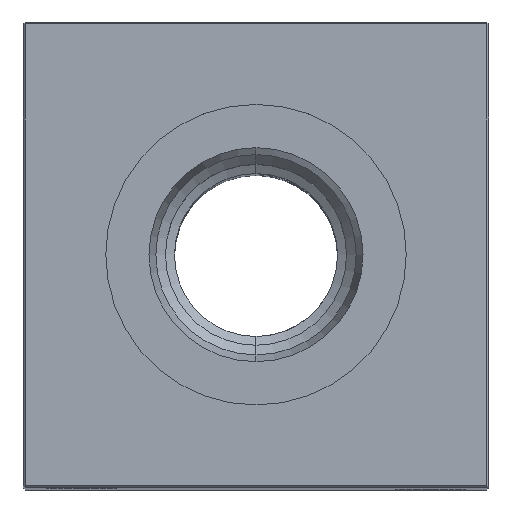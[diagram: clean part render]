
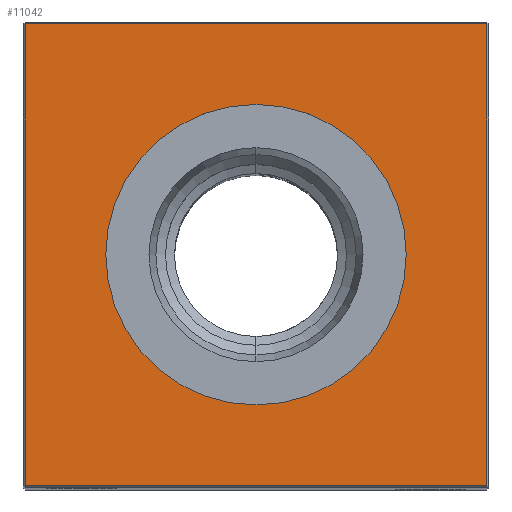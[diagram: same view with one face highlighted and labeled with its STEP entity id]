
A CAD part, top view. The second image highlights one B-rep face of the part: STEP entity #11042.
In plain terms, the highlighted planar face has unit normal (0, 0, 1).
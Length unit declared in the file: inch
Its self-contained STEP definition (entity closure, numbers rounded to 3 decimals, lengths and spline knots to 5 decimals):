
#2069 = EDGE_LOOP ( 'NONE', ( #18327, #15523, #21985, #10904 ) ) ;
#2375 = CARTESIAN_POINT ( 'NONE',  ( 0., 1.24, 8. ) ) ;
#2582 = EDGE_CURVE ( 'NONE', #16529, #18213, #14780, .T. ) ;
#2937 = CARTESIAN_POINT ( 'NONE',  ( 0., 0., 8. ) ) ;
#2984 = ORIENTED_EDGE ( 'NONE', *, *, #9158, .T. ) ;
#3312 = DIRECTION ( 'NONE',  ( 0., 0., -1. ) ) ;
#4010 = DIRECTION ( 'NONE',  ( 0., 0., -1. ) ) ;
#4149 = VERTEX_POINT ( 'NONE', #12850 ) ;
#5020 = LINE ( 'NONE', #17219, #20010 ) ;
#5461 = CIRCLE ( 'NONE', #13357, 0.80709 ) ;
#6101 = DIRECTION ( 'NONE',  ( 0., 0., -1. ) ) ;
#6551 = VERTEX_POINT ( 'NONE', #23830 ) ;
#6891 = CARTESIAN_POINT ( 'NONE',  ( -1.24, -1.24, 8. ) ) ;
#7037 = LINE ( 'NONE', #18620, #9219 ) ;
#7577 = AXIS2_PLACEMENT_3D ( 'NONE', #25582, #6101, #23631 ) ;
#8433 = CIRCLE ( 'NONE', #21273, 0.80709 ) ;
#9158 = EDGE_CURVE ( 'NONE', #4149, #25361, #5461, .T. ) ;
#9187 = EDGE_CURVE ( 'NONE', #6551, #11786, #5020, .T. ) ;
#9219 = VECTOR ( 'NONE', #22892, 39.37008 ) ;
#9237 = EDGE_LOOP ( 'NONE', ( #2984, #15273 ) ) ;
#10589 = EDGE_CURVE ( 'NONE', #18213, #6551, #16152, .T. ) ;
#10858 = CARTESIAN_POINT ( 'NONE',  ( 1.24, 0., 8. ) ) ;
#10904 = ORIENTED_EDGE ( 'NONE', *, *, #10589, .T. ) ;
#10991 = CARTESIAN_POINT ( 'NONE',  ( 0., -0.80709, 8. ) ) ;
#11042 = ADVANCED_FACE ( 'NONE', ( #15828, #24028 ), #12057, .F. ) ;
#11786 = VERTEX_POINT ( 'NONE', #6891 ) ;
#12057 = PLANE ( 'NONE',  #7577 ) ;
#12640 = VECTOR ( 'NONE', #22710, 39.37008 ) ;
#12850 = CARTESIAN_POINT ( 'NONE',  ( 0., 0.80709, 8. ) ) ;
#12965 = VECTOR ( 'NONE', #22266, 39.37008 ) ;
#13357 = AXIS2_PLACEMENT_3D ( 'NONE', #2937, #3312, #22948 ) ;
#13652 = CARTESIAN_POINT ( 'NONE',  ( 1.24, -1.24, 8. ) ) ;
#13736 = CARTESIAN_POINT ( 'NONE',  ( 0., 0., 8. ) ) ;
#14780 = LINE ( 'NONE', #10858, #12640 ) ;
#15273 = ORIENTED_EDGE ( 'NONE', *, *, #19000, .T. ) ;
#15523 = ORIENTED_EDGE ( 'NONE', *, *, #19618, .T. ) ;
#15828 = FACE_OUTER_BOUND ( 'NONE', #2069, .T. ) ;
#16152 = LINE ( 'NONE', #2375, #12965 ) ;
#16529 = VERTEX_POINT ( 'NONE', #13652 ) ;
#16971 = DIRECTION ( 'NONE',  ( 0., -1., 0. ) ) ;
#17219 = CARTESIAN_POINT ( 'NONE',  ( -1.24, 0., 8. ) ) ;
#18213 = VERTEX_POINT ( 'NONE', #18832 ) ;
#18327 = ORIENTED_EDGE ( 'NONE', *, *, #9187, .T. ) ;
#18620 = CARTESIAN_POINT ( 'NONE',  ( 0., -1.24, 8. ) ) ;
#18832 = CARTESIAN_POINT ( 'NONE',  ( 1.24, 1.24, 8. ) ) ;
#19000 = EDGE_CURVE ( 'NONE', #25361, #4149, #8433, .T. ) ;
#19618 = EDGE_CURVE ( 'NONE', #11786, #16529, #7037, .T. ) ;
#20010 = VECTOR ( 'NONE', #16971, 39.37008 ) ;
#21273 = AXIS2_PLACEMENT_3D ( 'NONE', #13736, #4010, #23629 ) ;
#21985 = ORIENTED_EDGE ( 'NONE', *, *, #2582, .T. ) ;
#22266 = DIRECTION ( 'NONE',  ( -1., 0., 0. ) ) ;
#22710 = DIRECTION ( 'NONE',  ( 0., 1., 0. ) ) ;
#22892 = DIRECTION ( 'NONE',  ( 1., 0., 0. ) ) ;
#22948 = DIRECTION ( 'NONE',  ( -1., 0., 0. ) ) ;
#23629 = DIRECTION ( 'NONE',  ( -1., 0., 0. ) ) ;
#23631 = DIRECTION ( 'NONE',  ( -1., 0., 0. ) ) ;
#23830 = CARTESIAN_POINT ( 'NONE',  ( -1.24, 1.24, 8. ) ) ;
#24028 = FACE_BOUND ( 'NONE', #9237, .T. ) ;
#25361 = VERTEX_POINT ( 'NONE', #10991 ) ;
#25582 = CARTESIAN_POINT ( 'NONE',  ( 0., 0., 8. ) ) ;
